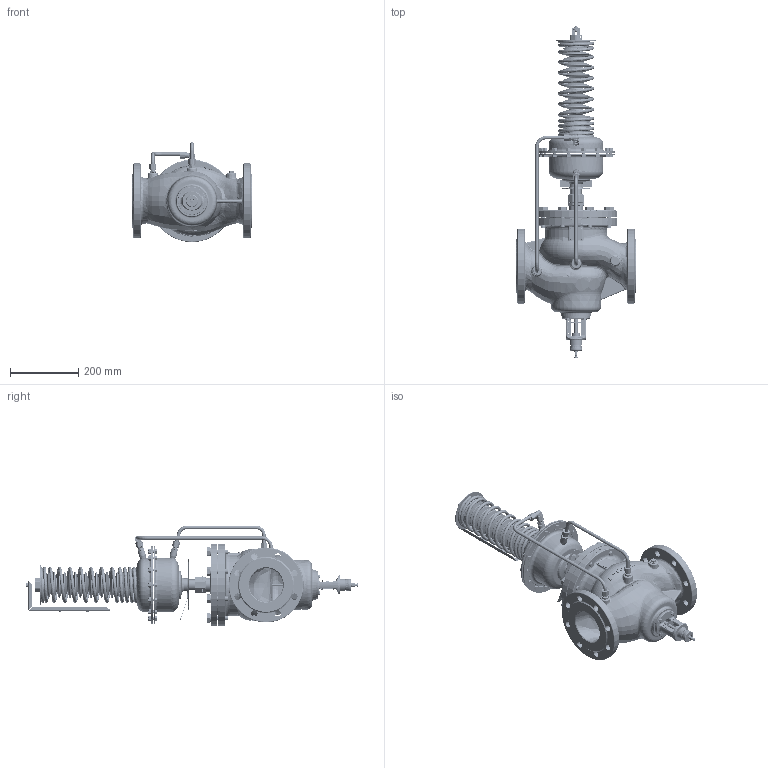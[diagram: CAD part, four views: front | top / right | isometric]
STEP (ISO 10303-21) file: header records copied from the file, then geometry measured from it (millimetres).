
FILE_DESCRIPTION((''),'2;1');
FILE_NAME('003G5562_AFQMP2_PN16_DN100_ASM','2022-03-28T09:07:59',('U369265'),(''),'CREO PARAMETRIC BY PTC INC, 2020342','CREO PARAMETRIC BY PTC INC, 2020342','');
FILE_SCHEMA(('CONFIG_CONTROL_DESIGN'));
Length unit declared in the file: millimetre
Products named in the file (80): 88650510_VALVE_BODY_VFQM_DN100_; 88651200_YOKE_BODY_DN65_100_1; 88651340_SPINDLE_CV_DN100_1; 54590510_O_R20X3_1; 88652260_SETT_SCREW_DN65-100_1; 88650720_VALVE_COVER_VFG_DN100_; HEX_SCREW_DIN933_M06X18_1; HEX_SCREW_DIN931_M16X50_1; 88652800_POINTER_VFQM_1; 88652720_FLOW_SCALE_DN100_1; 51817881_SCREW_SF_M3X5_1; 54540510_1; 188610240_1; WALTER_CONNECTION_1; WALTER_PROFILE_RING_1; WALTER_CONNECTION_NUT_1; 8863078_ASM_1_ASM; 88653160_VFQM_DN100_PN16_ASM_1_ASM; 88670070_HOUSING160_PN16_MINUS_; 88673400_TUBE_FI38X10X62_MINUS_; 88671660_PRESSURE_CONNEC-153457; WELD_PRESS_CON_4MM_1; WELD_160_4MM_INST_AF0_1; WELD_160_4MM_2_INST_1; 88671470_COVER160_PN16_MINUS_AS_ASM; 88670060_HOUSING160_PN16_PLUS_A; 88673410_TUBE_FI38X10X33_AF0_1; 88671660_PRESSURE_CONNEC-166119; WELD_PRESS_CON_4MM_AF0_1; WELD_160_4MM_INST_1; 88671460_COVER160_PN16_PLUS_ASM_ASM; 88670600_CONNECTING_NUT_G1_1_4_; 88670800_SETTING_NUT_IPA_1; 5521168_1_1; 5521168_1_2; 5521168_1_3; 5521168_1_4; 5521168_1_5; 5521168_1_6; 5521168_1_7 ...
Assembly tree (144 placements, depth 6):
  003G5562_AFQMP2_PN16_DN100_ASM
    003G5562_AFQMP2_PN16_DN100_ASM__ASM
      88653160_VFQM_DN100_PN16_ASM_1_ASM
        88650510_VALVE_BODY_VFQM_DN100_
        88651200_YOKE_BODY_DN65_100_1
        88651340_SPINDLE_CV_DN100_1
        54590510_O_R20X3_1
        88652260_SETT_SCREW_DN65-100_1
        88650720_VALVE_COVER_VFG_DN100_
        HEX_SCREW_DIN933_M06X18_1  x4
        HEX_SCREW_DIN931_M16X50_1  x8
        88652800_POINTER_VFQM_1
        88652720_FLOW_SCALE_DN100_1
        51817881_SCREW_SF_M3X5_1  x2
        54540510_1  x3
        188610240_1
        8863078_ASM_1_ASM  x2
          WALTER_CONNECTION_1
          WALTER_PROFILE_RING_1
          WALTER_CONNECTION_NUT_1
      003G5612_AFP_PN16_160CM2_BLUE_A_ASM
        88671470_COVER160_PN16_MINUS_AS_ASM
          88670070_HOUSING160_PN16_MINUS_
          88673400_TUBE_FI38X10X62_MINUS_
          88671660_PRESSURE_CONNEC-153457
          WELD_PRESS_CON_4MM_1
          WELD_160_4MM_INST_AF0_1
          WELD_160_4MM_2_INST_1
        88671460_COVER160_PN16_PLUS_ASM_ASM
          88670060_HOUSING160_PN16_PLUS_A
          88673410_TUBE_FI38X10X33_AF0_1
          88671660_PRESSURE_CONNEC-166119
          WELD_PRESS_CON_4MM_AF0_1
          WELD_160_4MM_INST_1
          WELD_160_4MM_2_INST_1
        88670600_CONNECTING_NUT_G1_1_4_
        88670800_SETTING_NUT_IPA_1
        5521168_1_ASM
          5521168_1_1
          5521168_1_2
          5521168_1_3
          5521168_1_4
          5521168_1_5
          5521168_1_6
          5521168_1_7
          5521168_1_8
          5521168_1_9
          5521168_1_10
          5521168_1_11
          5521168_1_12
          5521168_1_13
          5521168_1_14
          5521168_1_15
          5521168_1_16
          5521168_1_17
          5521168_1_18
        88670300_SPRING_HOLDER_PA_1
        5454051_1  x2
        88630620_TUBE_CONN_D1_0_DA_00_A_ASM  x2
          8863078_ASM_1_ASM
Bounding box: 350 x 974.7 x 294.57 mm (x, y, z)
Volume: 7037315.3 mm3; surface area: 1771956.4 mm2
Topology: 142 solids, 142 shells, 6038 faces, 15348 edges, 9615 vertices
Faces by surface type: plane 2320, cylinder 1298, cone 1222, torus 540, bspline 461, sphere 98, extrusion 92, revolution 7
Entity records: 210429 total; most frequent: CARTESIAN_POINT 108714, ORIENTED_EDGE 21896, DIRECTION 19908, EDGE_CURVE 10948, AXIS2_PLACEMENT_3D 7855, VERTEX_POINT 7052, EDGE_LOOP 4568, VECTOR 4191
